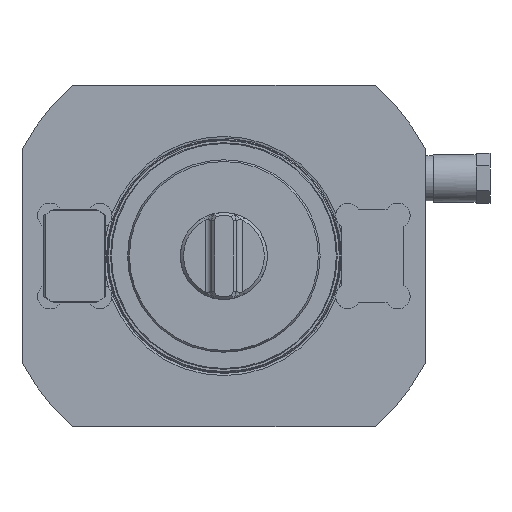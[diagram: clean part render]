
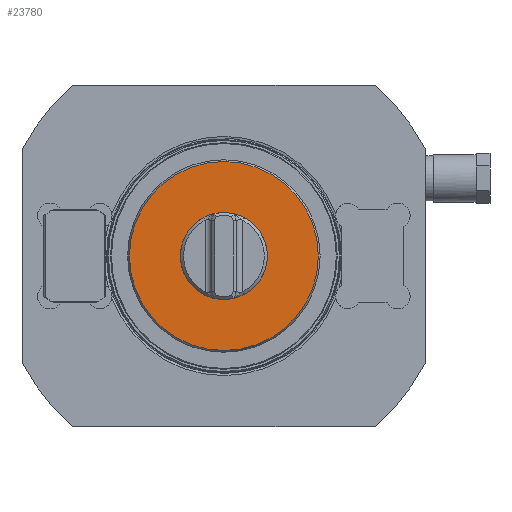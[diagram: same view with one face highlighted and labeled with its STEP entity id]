
A CAD part, front view. The second image highlights one B-rep face of the part: STEP entity #23780.
In plain terms, the highlighted planar face has unit normal (0, -1, 0).
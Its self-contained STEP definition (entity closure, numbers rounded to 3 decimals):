
#81 = CARTESIAN_POINT ( 'NONE',  ( 0., -182.5, 0. ) ) ;
#238 = AXIS2_PLACEMENT_3D ( 'NONE', #81, #13182, #26886 ) ;
#315 = EDGE_CURVE ( 'NONE', #1280, #1280, #1626, .T. ) ;
#564 = DIRECTION ( 'NONE',  ( 0., -1., 0. ) ) ;
#803 = EDGE_LOOP ( 'NONE', ( #11189 ) ) ;
#1280 = VERTEX_POINT ( 'NONE', #10066 ) ;
#1626 = CIRCLE ( 'NONE', #238, 30.423 ) ;
#6623 = VERTEX_POINT ( 'NONE', #17373 ) ;
#6631 = CARTESIAN_POINT ( 'NONE',  ( 0., -182.5, 0. ) ) ;
#7806 = ORIENTED_EDGE ( 'NONE', *, *, #315, .F. ) ;
#10066 = CARTESIAN_POINT ( 'NONE',  ( 30.423, -182.5, 0. ) ) ;
#10861 = EDGE_CURVE ( 'NONE', #6623, #6623, #22678, .T. ) ;
#11189 = ORIENTED_EDGE ( 'NONE', *, *, #10861, .F. ) ;
#11629 = PLANE ( 'NONE',  #18382 ) ;
#13182 = DIRECTION ( 'NONE',  ( 0., 1., 0. ) ) ;
#13777 = FACE_BOUND ( 'NONE', #803, .T. ) ;
#15377 = DIRECTION ( 'NONE',  ( 0., 0., -1. ) ) ;
#17373 = CARTESIAN_POINT ( 'NONE',  ( 0., -182.5, -14. ) ) ;
#18382 = AXIS2_PLACEMENT_3D ( 'NONE', #24898, #564, #24464 ) ;
#20269 = FACE_OUTER_BOUND ( 'NONE', #21399, .T. ) ;
#21399 = EDGE_LOOP ( 'NONE', ( #7806 ) ) ;
#21859 = DIRECTION ( 'NONE',  ( 0., -1., 0. ) ) ;
#22678 = CIRCLE ( 'NONE', #28238, 14. ) ;
#23780 = ADVANCED_FACE ( 'Defeature completata2_27', ( #20269, #13777 ), #11629, .T. ) ;
#24464 = DIRECTION ( 'NONE',  ( -1., 0., 0. ) ) ;
#24898 = CARTESIAN_POINT ( 'NONE',  ( 30.423, -182.5, 0. ) ) ;
#26886 = DIRECTION ( 'NONE',  ( 1., 0., 0. ) ) ;
#28238 = AXIS2_PLACEMENT_3D ( 'NONE', #6631, #21859, #15377 ) ;
